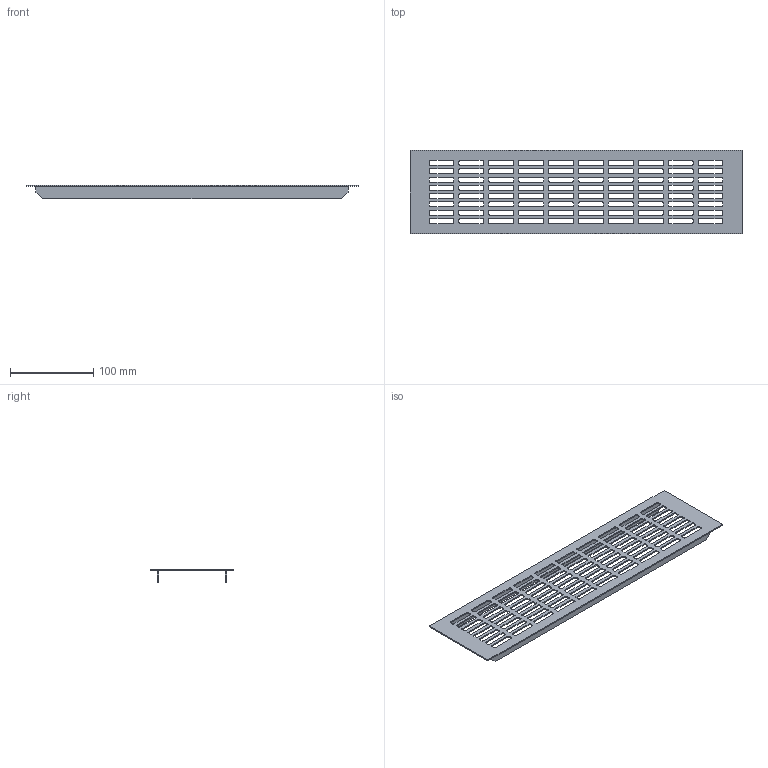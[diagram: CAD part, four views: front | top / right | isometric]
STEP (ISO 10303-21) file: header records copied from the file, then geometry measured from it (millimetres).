
FILE_DESCRIPTION (( 'STEP AP214' ), '1' );
FILE_NAME ('F000964,F000987,F001010_3D.step', '2022-08-15T13:45:26', ( '' ), ( '' ), 'SwSTEP 2.0', 'SolidWorks 2020', '' );
FILE_SCHEMA (( 'AUTOMOTIVE_DESIGN' ));
Length unit declared in the file: millimetre
Products named in the file (1): F000964,F000987,F001010_3D
Bounding box: 400 x 100 x 16.5 mm (x, y, z)
Volume: 60807 mm3; surface area: 83657.8 mm2
Topology: 1 solids, 1 shells, 660 faces, 1968 edges, 1312 vertices
Faces by surface type: plane 340, cylinder 320
Entity records: 22686 total; most frequent: CARTESIAN_POINT 3941, ORIENTED_EDGE 3936, DIRECTION 3930, EDGE_CURVE 1968, VECTOR 1328, LINE 1328, VERTEX_POINT 1312, AXIS2_PLACEMENT_3D 1301
